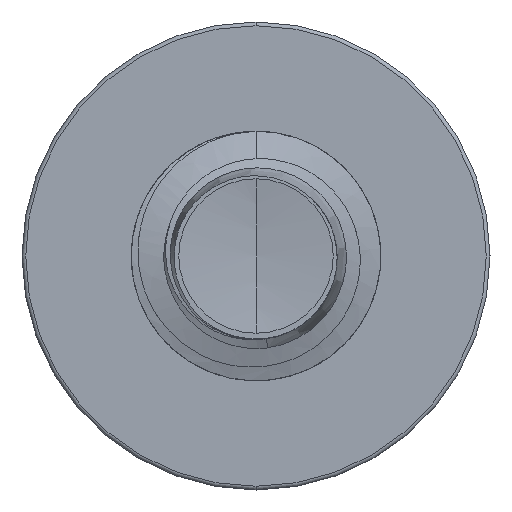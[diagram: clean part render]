
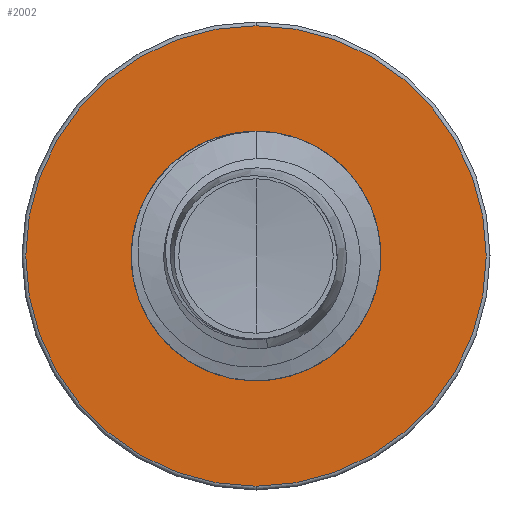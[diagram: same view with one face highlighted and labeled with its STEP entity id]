
A CAD part, front view. The second image highlights one B-rep face of the part: STEP entity #2002.
In plain terms, the highlighted planar face has unit normal (0, -1, 0).
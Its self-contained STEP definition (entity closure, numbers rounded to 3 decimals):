
#28 = DIRECTION ( 'NONE',  ( 0., 0., 1. ) ) ;
#436 = DIRECTION ( 'NONE',  ( 0., 1., 0. ) ) ;
#513 = AXIS2_PLACEMENT_3D ( 'NONE', #17987, #10016, #28 ) ;
#849 = AXIS2_PLACEMENT_3D ( 'NONE', #10293, #436, #11741 ) ;
#1025 = EDGE_LOOP ( 'NONE', ( #8449, #12725 ) ) ;
#2002 = ADVANCED_FACE ( 'NONE', ( #18810, #16862 ), #4572, .F. ) ;
#2061 = AXIS2_PLACEMENT_3D ( 'NONE', #4488, #4484, #4461 ) ;
#3377 = CIRCLE ( 'NONE', #849, 1.476 ) ;
#3686 = DIRECTION ( 'NONE',  ( 0., 1., 0. ) ) ;
#3702 = AXIS2_PLACEMENT_3D ( 'NONE', #12857, #3686, #14190 ) ;
#4202 = DIRECTION ( 'NONE',  ( 0., 1., 0. ) ) ;
#4461 = DIRECTION ( 'NONE',  ( 0., 0., 1. ) ) ;
#4484 = DIRECTION ( 'NONE',  ( 0., 1., 0. ) ) ;
#4488 = CARTESIAN_POINT ( 'NONE',  ( 0., 4., -0.799 ) ) ;
#4572 = PLANE ( 'NONE',  #2061 ) ;
#7169 = ORIENTED_EDGE ( 'NONE', *, *, #16368, .T. ) ;
#8449 = ORIENTED_EDGE ( 'NONE', *, *, #14497, .F. ) ;
#9712 = ORIENTED_EDGE ( 'NONE', *, *, #15038, .T. ) ;
#10016 = DIRECTION ( 'NONE',  ( 0., 1., 0. ) ) ;
#10053 = CARTESIAN_POINT ( 'NONE',  ( 0., 4., 0.799 ) ) ;
#10293 = CARTESIAN_POINT ( 'NONE',  ( 0., 4., 0. ) ) ;
#11388 = VERTEX_POINT ( 'NONE', #10053 ) ;
#11741 = DIRECTION ( 'NONE',  ( 0., 0., 1. ) ) ;
#12725 = ORIENTED_EDGE ( 'NONE', *, *, #16371, .F. ) ;
#12857 = CARTESIAN_POINT ( 'NONE',  ( 0., 4., 0. ) ) ;
#13073 = AXIS2_PLACEMENT_3D ( 'NONE', #13255, #4202, #14576 ) ;
#13255 = CARTESIAN_POINT ( 'NONE',  ( 0., 4., 0. ) ) ;
#13481 = CARTESIAN_POINT ( 'NONE',  ( 0., 4., 1.476 ) ) ;
#14190 = DIRECTION ( 'NONE',  ( 0., 0., 1. ) ) ;
#14497 = EDGE_CURVE ( 'NONE', #17829, #17109, #3377, .T. ) ;
#14576 = DIRECTION ( 'NONE',  ( 0., 0., 1. ) ) ;
#15025 = CIRCLE ( 'NONE', #513, 0.799 ) ;
#15038 = EDGE_CURVE ( 'NONE', #15777, #11388, #18398, .T. ) ;
#15444 = CARTESIAN_POINT ( 'NONE',  ( 0., 4., -1.476 ) ) ;
#15774 = CARTESIAN_POINT ( 'NONE',  ( 0., 4., -0.799 ) ) ;
#15777 = VERTEX_POINT ( 'NONE', #15774 ) ;
#16368 = EDGE_CURVE ( 'NONE', #11388, #15777, #15025, .T. ) ;
#16371 = EDGE_CURVE ( 'NONE', #17109, #17829, #16698, .T. ) ;
#16698 = CIRCLE ( 'NONE', #3702, 1.476 ) ;
#16720 = EDGE_LOOP ( 'NONE', ( #7169, #9712 ) ) ;
#16862 = FACE_BOUND ( 'NONE', #16720, .T. ) ;
#17109 = VERTEX_POINT ( 'NONE', #15444 ) ;
#17829 = VERTEX_POINT ( 'NONE', #13481 ) ;
#17987 = CARTESIAN_POINT ( 'NONE',  ( 0., 4., 0. ) ) ;
#18398 = CIRCLE ( 'NONE', #13073, 0.799 ) ;
#18810 = FACE_OUTER_BOUND ( 'NONE', #1025, .T. ) ;
